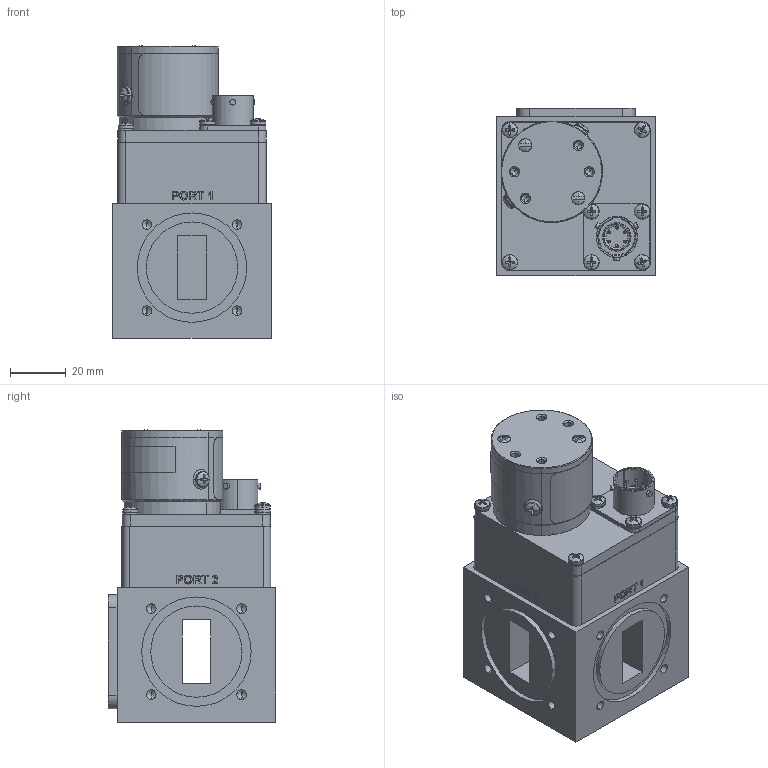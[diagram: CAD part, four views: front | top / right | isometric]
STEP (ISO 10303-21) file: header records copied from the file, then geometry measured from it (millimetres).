
FILE_DESCRIPTION (( 'STEP AP214' ), '1' );
FILE_NAME ('FMWGS6060_3D.STEP', '2021-03-30T19:27:21', ( '' ), ( '' ), 'SwSTEP 2.0', 'SolidWorks 2020', '' );
FILE_SCHEMA (( 'AUTOMOTIVE_DESIGN' ));
Length unit declared in the file: inch
Products named in the file (1): FMWGS6060_3D
Bounding box: 57.15 x 60.33 x 105.25 mm (x, y, z)
Volume: 159702.5 mm3; surface area: 75690.3 mm2
Topology: 28 solids, 28 shells, 1339 faces, 3235 edges, 1983 vertices
Faces by surface type: plane 555, cylinder 428, cone 153, bspline 127, torus 38, sphere 38
Entity records: 50588 total; most frequent: CARTESIAN_POINT 16145, DIRECTION 6292, ORIENTED_EDGE 6242, EDGE_CURVE 3121, AXIS2_PLACEMENT_3D 2318, VERTEX_POINT 1977, VECTOR 1656, LINE 1656
